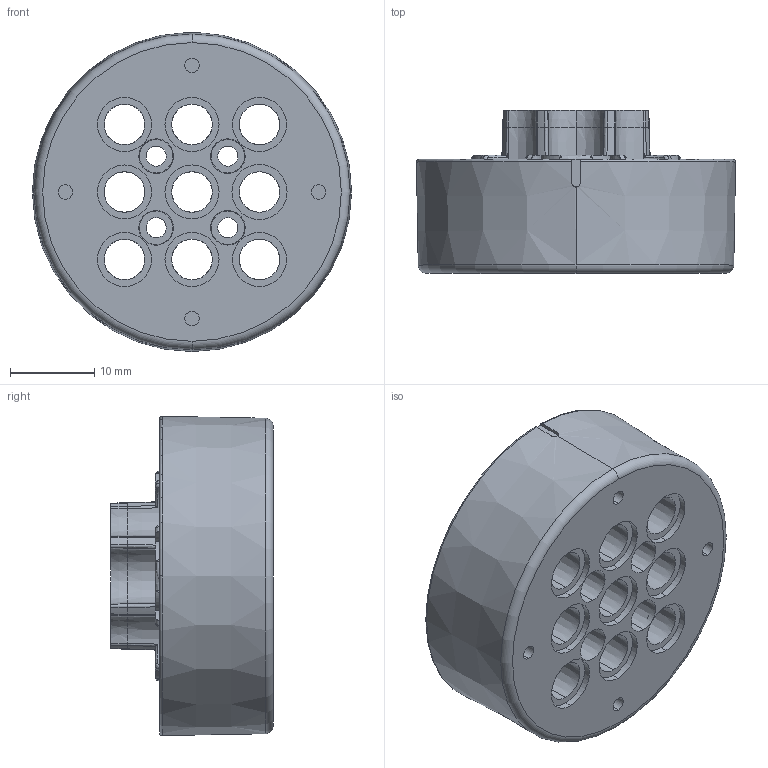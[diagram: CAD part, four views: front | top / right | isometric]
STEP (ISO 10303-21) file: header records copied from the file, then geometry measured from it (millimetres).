
FILE_DESCRIPTION (( 'STEP AP203' ), '1' );
FILE_NAME ('grip_Default_sldprt.STEP', '2023-10-11T04:20:55', ( '' ), ( '' ), 'SwSTEP 2.0', 'SolidWorks 2023', '' );
FILE_SCHEMA (( 'CONFIG_CONTROL_DESIGN' ));
Length unit declared in the file: millimetre
Products named in the file (1): grip_Default_sldprt
Bounding box: 37.83 x 19.3 x 37.82 mm (x, y, z)
Volume: 7705.3 mm3; surface area: 9300.1 mm2
Topology: 1 solids, 1 shells, 402 faces, 1050 edges, 670 vertices
Faces by surface type: cone 151, plane 89, torus 62, bspline 48, cylinder 42, sphere 10
Entity records: 14263 total; most frequent: CARTESIAN_POINT 4578, ORIENTED_EDGE 2100, DIRECTION 1991, EDGE_CURVE 1050, AXIS2_PLACEMENT_3D 908, VERTEX_POINT 670, CIRCLE 553, EDGE_LOOP 448
